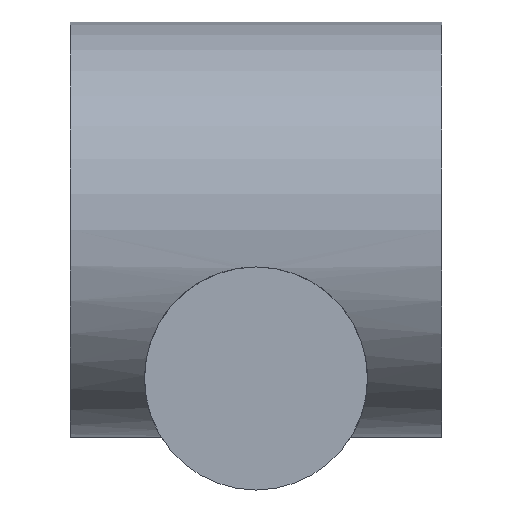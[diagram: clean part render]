
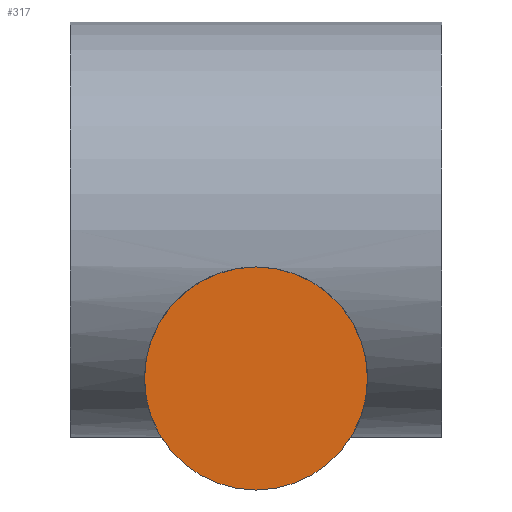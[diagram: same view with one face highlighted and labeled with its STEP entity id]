
A CAD part, left-side view. The second image highlights one B-rep face of the part: STEP entity #317.
In plain terms, the highlighted planar face has unit normal (-1, 0, 0).
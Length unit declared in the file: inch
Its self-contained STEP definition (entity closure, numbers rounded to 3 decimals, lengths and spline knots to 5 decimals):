
#40 = VERTEX_POINT ( 'NONE', #315 ) ;
#50 = AXIS2_PLACEMENT_3D ( 'NONE', #191, #506, #357 ) ;
#87 = DIRECTION ( 'NONE',  ( 1., 0., 0. ) ) ;
#127 = ORIENTED_EDGE ( 'NONE', *, *, #422, .F. ) ;
#129 = ORIENTED_EDGE ( 'NONE', *, *, #249, .F. ) ;
#137 = CARTESIAN_POINT ( 'NONE',  ( -1.25, 0., 0. ) ) ;
#172 = AXIS2_PLACEMENT_3D ( 'NONE', #179, #87, #353 ) ;
#179 = CARTESIAN_POINT ( 'NONE',  ( -1.25, 0., 0. ) ) ;
#182 = EDGE_LOOP ( 'NONE', ( #127, #129 ) ) ;
#184 = CIRCLE ( 'NONE', #50, 0.3 ) ;
#191 = CARTESIAN_POINT ( 'NONE',  ( -1.25, 0., 0. ) ) ;
#207 = AXIS2_PLACEMENT_3D ( 'NONE', #137, #301, #426 ) ;
#213 = PLANE ( 'NONE',  #172 ) ;
#228 = CIRCLE ( 'NONE', #207, 0.3 ) ;
#249 = EDGE_CURVE ( 'NONE', #528, #40, #228, .T. ) ;
#288 = CARTESIAN_POINT ( 'NONE',  ( -1.25, 0., -0.3 ) ) ;
#301 = DIRECTION ( 'NONE',  ( 1., 0., 0. ) ) ;
#307 = FACE_OUTER_BOUND ( 'NONE', #182, .T. ) ;
#315 = CARTESIAN_POINT ( 'NONE',  ( -1.25, 0., 0.3 ) ) ;
#317 = ADVANCED_FACE ( 'NONE', ( #307 ), #213, .F. ) ;
#353 = DIRECTION ( 'NONE',  ( 0., 0., -1. ) ) ;
#357 = DIRECTION ( 'NONE',  ( 0., 0., -1. ) ) ;
#422 = EDGE_CURVE ( 'NONE', #40, #528, #184, .T. ) ;
#426 = DIRECTION ( 'NONE',  ( 0., 0., -1. ) ) ;
#506 = DIRECTION ( 'NONE',  ( 1., 0., 0. ) ) ;
#528 = VERTEX_POINT ( 'NONE', #288 ) ;
